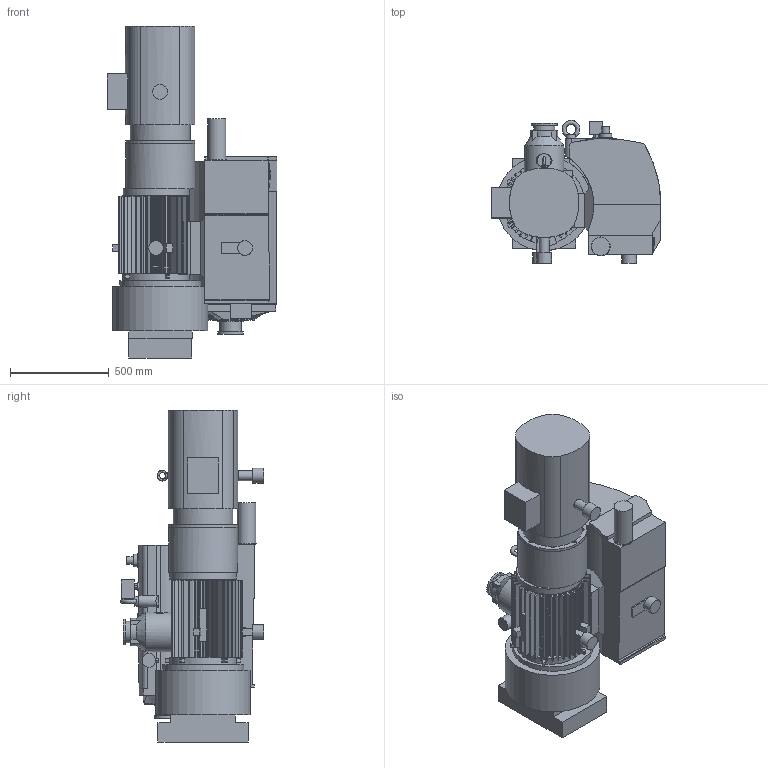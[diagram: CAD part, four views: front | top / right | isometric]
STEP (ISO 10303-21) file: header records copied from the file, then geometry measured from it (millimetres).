
FILE_DESCRIPTION((''),'2;1');
FILE_NAME('PK900410.stp','2010-04-21T09:25:51',('WANGORSCH-V'),(''),'Autodesk Inventor 2009','Autodesk Inventor 2009','');
FILE_SCHEMA(('CONFIG_CONTROL_DESIGN'));
Length unit declared in the file: millimetre
Products named in the file (1): PK900410
Bounding box: 860 x 724.17 x 1680 mm (x, y, z)
Volume: 360437626.8 mm3; surface area: 5966879.3 mm2
Topology: 4 solids, 4 shells, 862 faces, 2281 edges, 1476 vertices
Faces by surface type: plane 506, cylinder 319, bspline 19, cone 8, sphere 5, torus 5
Full cylindrical faces by diameter (mm): 7 x4, 9.7 x1, 17 x2, 18 x1, 19 x8, 22 x1, 25 x1, 30 x1, 31 x1, 32 x1, 39 x1, 40 x1, 50 x2, 62 x1, 70 x4, 75 x3, 93 x2, 102 x4, 108 x1, 110 x1, 130 x2, 200 x1, 303 x1, 335 x1, 336 x1, 350 x2, 410 x1, 480 x1
Entity records: 31812 total; most frequent: CARTESIAN_POINT 10347, DIRECTION 4651, ORIENTED_EDGE 4386, EDGE_CURVE 2193, AXIS2_PLACEMENT_3D 1755, VERTEX_POINT 1450, VECTOR 1141, LINE 1141
